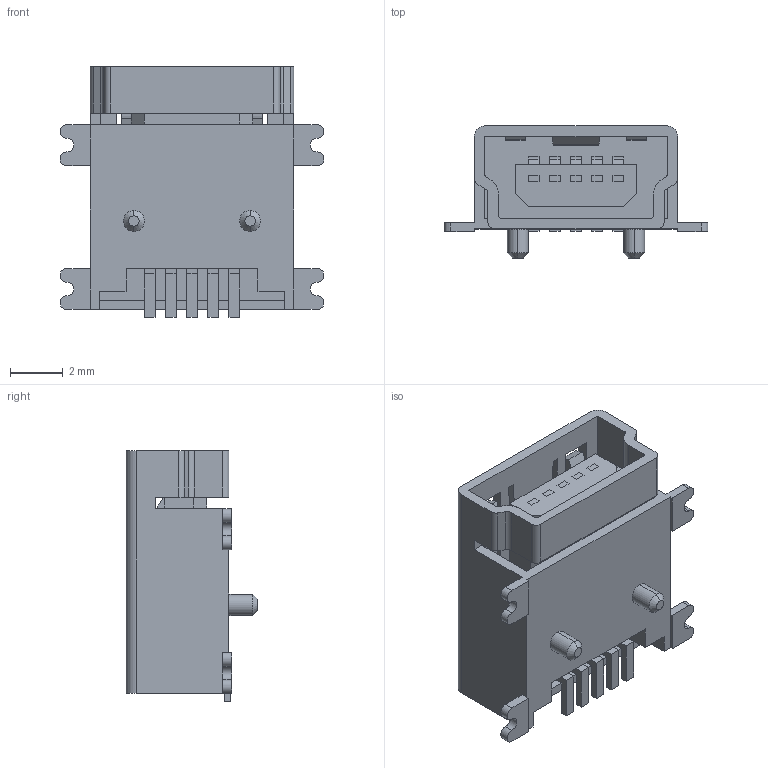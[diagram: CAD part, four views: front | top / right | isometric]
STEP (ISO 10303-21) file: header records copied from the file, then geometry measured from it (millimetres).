
FILE_DESCRIPTION (( 'STEP AP214' ), '1' );
FILE_NAME ('MUSB-05-S-B-SM-A.STEP', '2020-10-25T09:32:55', ( '' ), ( '' ), 'SwSTEP 2.0', 'SolidWorks 2020', '' );
FILE_SCHEMA (( 'AUTOMOTIVE_DESIGN' ));
Length unit declared in the file: millimetre
Products named in the file (5): _MUSB-Pin.stp; _MUSB-Body.stp; MUSB-05-S-B-SM-A; MUSB-05-S-B-SM-A.stp; _MUSBB.stp
Assembly tree (4 placements, depth 3):
  MUSB-05-S-B-SM-A
    MUSB-05-S-B-SM-A.stp
      _MUSBB.stp
      _MUSB-Body.stp
      _MUSB-Pin.stp
Bounding box: 10 x 5 x 9.5 mm (x, y, z)
Volume: 188 mm3; surface area: 567.8 mm2
Topology: 3 solids, 3 shells, 264 faces, 748 edges, 496 vertices
Faces by surface type: plane 206, cylinder 54, cone 4
Entity records: 8668 total; most frequent: CARTESIAN_POINT 1540, ORIENTED_EDGE 1496, DIRECTION 1388, EDGE_CURVE 748, LINE 636, VECTOR 636, VERTEX_POINT 496, AXIS2_PLACEMENT_3D 376
